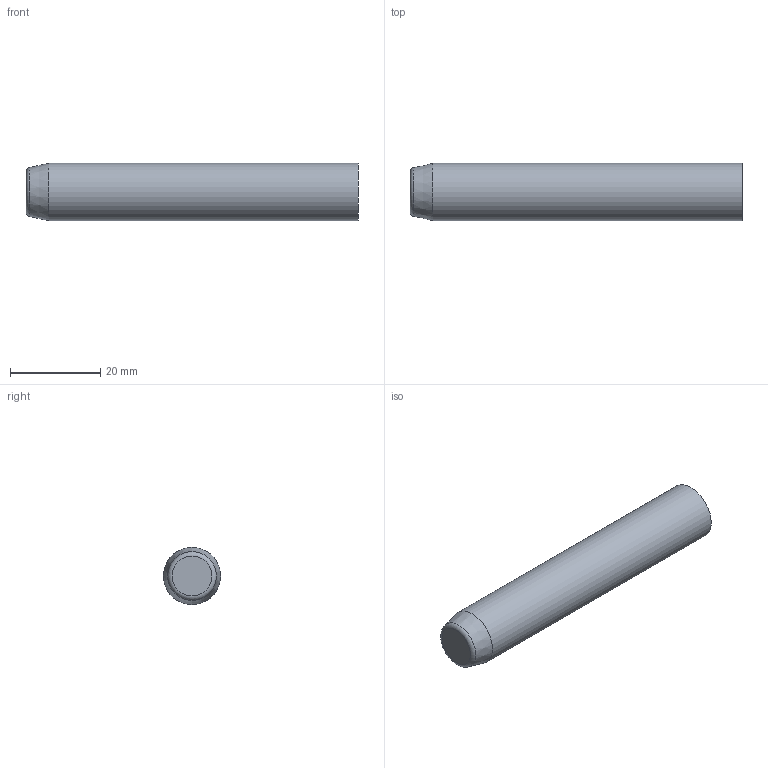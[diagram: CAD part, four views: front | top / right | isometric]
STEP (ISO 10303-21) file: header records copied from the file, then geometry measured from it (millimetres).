
FILE_DESCRIPTION(/* description */ (''),/* implementation_level */ '2;1');
FILE_NAME(/* name */ 'Nerf Bullet v3.step',/* time_stamp */ '2022-02-01T16:37:38+00:00',/* author */ (''),/* organization */ (''),/* preprocessor_version */ 'ST-DEVELOPER v18.1',/* originating_system */ 'Autodesk Translation Framework v10.10.0.1391',/* authorisation */ '');
FILE_SCHEMA (('AUTOMOTIVE_DESIGN { 1 0 10303 214 3 1 1 }'));
Length unit declared in the file: millimetre
Products named in the file (1): Nerf Bullet
Bounding box: 73.41 x 12.7 x 12.7 mm (x, y, z)
Volume: 9186.8 mm3; surface area: 3371.9 mm2
Topology: 2 solids, 2 shells, 7 faces, 9 edges, 6 vertices
Faces by surface type: plane 4, cylinder 1, torus 1, cone 1
Full cylindrical faces by diameter (mm): 12.7 x1
Entity records: 196 total; most frequent: DIRECTION 32, CARTESIAN_POINT 23, ORIENTED_EDGE 18, AXIS2_PLACEMENT_3D 15, EDGE_CURVE 9, FACE_OUTER_BOUND 7, EDGE_LOOP 7, CIRCLE 7
